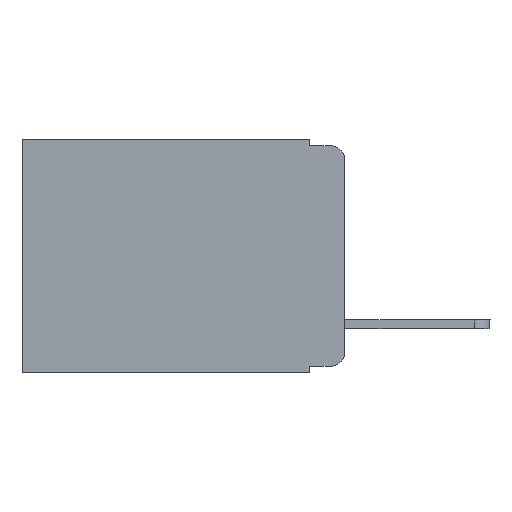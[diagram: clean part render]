
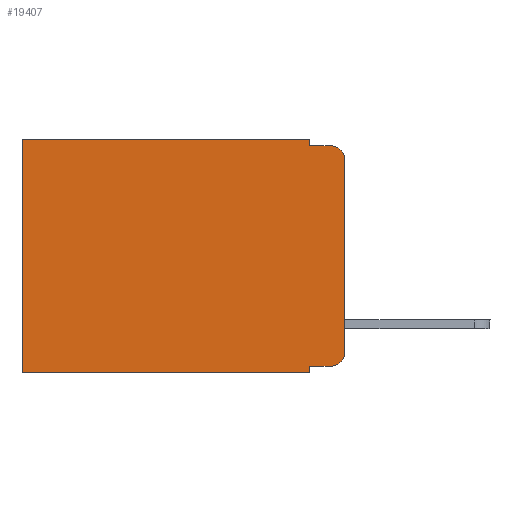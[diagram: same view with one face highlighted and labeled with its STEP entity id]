
A CAD part, left-side view. The second image highlights one B-rep face of the part: STEP entity #19407.
In plain terms, the highlighted planar face has unit normal (-1, 0, 0).
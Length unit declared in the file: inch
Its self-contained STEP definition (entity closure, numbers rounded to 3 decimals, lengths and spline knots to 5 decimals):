
#140 = EDGE_CURVE ( 'NONE', #19138, #9740, #18943, .T. ) ;
#252 = CARTESIAN_POINT ( 'NONE',  ( 0.298, 0., 0. ) ) ;
#390 = VECTOR ( 'NONE', #21221, 39.37008 ) ;
#465 = EDGE_CURVE ( 'NONE', #21728, #11711, #16563, .T. ) ;
#589 = CARTESIAN_POINT ( 'NONE',  ( 0.298, 0., -0.343 ) ) ;
#822 = ORIENTED_EDGE ( 'NONE', *, *, #19453, .T. ) ;
#1282 = VERTEX_POINT ( 'NONE', #16846 ) ;
#1826 = DIRECTION ( 'NONE',  ( 0., 0., -1. ) ) ;
#2540 = EDGE_CURVE ( 'NONE', #5320, #9740, #18823, .T. ) ;
#2622 = EDGE_CURVE ( 'NONE', #19686, #5320, #14603, .T. ) ;
#2929 = ORIENTED_EDGE ( 'NONE', *, *, #140, .T. ) ;
#2934 = DIRECTION ( 'NONE',  ( 0., 0., -1. ) ) ;
#3413 = CARTESIAN_POINT ( 'NONE',  ( 0.298, 0.051, -0.333 ) ) ;
#3532 = DIRECTION ( 'NONE',  ( -1., 0., 0. ) ) ;
#3623 = EDGE_CURVE ( 'NONE', #1282, #11153, #10857, .T. ) ;
#3832 = AXIS2_PLACEMENT_3D ( 'NONE', #17385, #3532, #15288 ) ;
#4177 = CARTESIAN_POINT ( 'NONE',  ( 0.298, 0.02, -0.03 ) ) ;
#4481 = DIRECTION ( 'NONE',  ( 1., 0., 0. ) ) ;
#4711 = AXIS2_PLACEMENT_3D ( 'NONE', #12834, #4481, #2934 ) ;
#5320 = VERTEX_POINT ( 'NONE', #10880 ) ;
#5394 = CARTESIAN_POINT ( 'NONE',  ( 0.298, 0.051, 0. ) ) ;
#5603 = DIRECTION ( 'NONE',  ( 0., 1., 0. ) ) ;
#6310 = CARTESIAN_POINT ( 'NONE',  ( 0.298, 0.051, -0.333 ) ) ;
#6400 = EDGE_CURVE ( 'NONE', #1282, #10613, #8827, .T. ) ;
#6872 = CARTESIAN_POINT ( 'NONE',  ( 0.298, 0.473, 0. ) ) ;
#6945 = VECTOR ( 'NONE', #19599, 39.37008 ) ;
#7155 = DIRECTION ( 'NONE',  ( 0., 0., -1. ) ) ;
#7492 = ORIENTED_EDGE ( 'NONE', *, *, #10077, .T. ) ;
#7606 = CARTESIAN_POINT ( 'NONE',  ( 0.298, 0.051, 0. ) ) ;
#8155 = CIRCLE ( 'NONE', #3832, 0.02 ) ;
#8797 = AXIS2_PLACEMENT_3D ( 'NONE', #4177, #11736, #10111 ) ;
#8827 = LINE ( 'NONE', #12144, #15412 ) ;
#9055 = VECTOR ( 'NONE', #5603, 39.37008 ) ;
#9109 = ORIENTED_EDGE ( 'NONE', *, *, #2540, .F. ) ;
#9253 = EDGE_CURVE ( 'NONE', #16762, #10613, #8155, .T. ) ;
#9336 = FACE_OUTER_BOUND ( 'NONE', #17806, .T. ) ;
#9740 = VERTEX_POINT ( 'NONE', #20876 ) ;
#9957 = CARTESIAN_POINT ( 'NONE',  ( 0.298, 0., -0.313 ) ) ;
#10077 = EDGE_CURVE ( 'NONE', #21728, #19138, #14187, .T. ) ;
#10111 = DIRECTION ( 'NONE',  ( 0., 0., -1. ) ) ;
#10461 = DIRECTION ( 'NONE',  ( 0., 0., -1. ) ) ;
#10613 = VERTEX_POINT ( 'NONE', #9957 ) ;
#10857 = CIRCLE ( 'NONE', #8797, 0.02 ) ;
#10880 = CARTESIAN_POINT ( 'NONE',  ( 0.298, 0.051, -0.343 ) ) ;
#11153 = VERTEX_POINT ( 'NONE', #11442 ) ;
#11249 = ORIENTED_EDGE ( 'NONE', *, *, #9253, .T. ) ;
#11268 = ORIENTED_EDGE ( 'NONE', *, *, #2622, .F. ) ;
#11442 = CARTESIAN_POINT ( 'NONE',  ( 0.298, 0.02, -0.01 ) ) ;
#11711 = VERTEX_POINT ( 'NONE', #13838 ) ;
#11736 = DIRECTION ( 'NONE',  ( -1., 0., 0. ) ) ;
#12062 = VECTOR ( 'NONE', #20357, 39.37008 ) ;
#12144 = CARTESIAN_POINT ( 'NONE',  ( 0.298, 0., 0. ) ) ;
#12834 = CARTESIAN_POINT ( 'NONE',  ( 0.298, 0., 0. ) ) ;
#13045 = EDGE_CURVE ( 'NONE', #11711, #11153, #20350, .T. ) ;
#13144 = VECTOR ( 'NONE', #1826, 39.37008 ) ;
#13512 = LINE ( 'NONE', #6310, #390 ) ;
#13815 = ORIENTED_EDGE ( 'NONE', *, *, #3623, .T. ) ;
#13838 = CARTESIAN_POINT ( 'NONE',  ( 0.298, 0.051, -0.01 ) ) ;
#14187 = LINE ( 'NONE', #252, #14442 ) ;
#14442 = VECTOR ( 'NONE', #15314, 39.37008 ) ;
#14453 = PLANE ( 'NONE',  #4711 ) ;
#14603 = LINE ( 'NONE', #5394, #16708 ) ;
#15135 = CARTESIAN_POINT ( 'NONE',  ( 0.298, 0.051, 0. ) ) ;
#15288 = DIRECTION ( 'NONE',  ( 0., 0., -1. ) ) ;
#15314 = DIRECTION ( 'NONE',  ( 0., 1., 0. ) ) ;
#15412 = VECTOR ( 'NONE', #7155, 39.37008 ) ;
#16563 = LINE ( 'NONE', #7606, #12062 ) ;
#16708 = VECTOR ( 'NONE', #10461, 39.37008 ) ;
#16762 = VERTEX_POINT ( 'NONE', #17327 ) ;
#16846 = CARTESIAN_POINT ( 'NONE',  ( 0.298, 0., -0.03 ) ) ;
#17327 = CARTESIAN_POINT ( 'NONE',  ( 0.298, 0.02, -0.333 ) ) ;
#17385 = CARTESIAN_POINT ( 'NONE',  ( 0.298, 0.02, -0.313 ) ) ;
#17716 = CARTESIAN_POINT ( 'NONE',  ( 0.298, 0.051, -0.01 ) ) ;
#17806 = EDGE_LOOP ( 'NONE', ( #18704, #13815, #18815, #18909, #7492, #2929, #9109, #11268, #822, #11249 ) ) ;
#18704 = ORIENTED_EDGE ( 'NONE', *, *, #6400, .F. ) ;
#18809 = CARTESIAN_POINT ( 'NONE',  ( 0.298, 0.473, 0. ) ) ;
#18815 = ORIENTED_EDGE ( 'NONE', *, *, #13045, .F. ) ;
#18823 = LINE ( 'NONE', #589, #9055 ) ;
#18909 = ORIENTED_EDGE ( 'NONE', *, *, #465, .F. ) ;
#18943 = LINE ( 'NONE', #6872, #13144 ) ;
#19138 = VERTEX_POINT ( 'NONE', #18809 ) ;
#19407 = ADVANCED_FACE ( 'NONE', ( #9336 ), #14453, .F. ) ;
#19453 = EDGE_CURVE ( 'NONE', #19686, #16762, #13512, .T. ) ;
#19599 = DIRECTION ( 'NONE',  ( 0., -1., 0. ) ) ;
#19686 = VERTEX_POINT ( 'NONE', #3413 ) ;
#20350 = LINE ( 'NONE', #17716, #6945 ) ;
#20357 = DIRECTION ( 'NONE',  ( 0., 0., -1. ) ) ;
#20876 = CARTESIAN_POINT ( 'NONE',  ( 0.298, 0.473, -0.343 ) ) ;
#21221 = DIRECTION ( 'NONE',  ( 0., -1., 0. ) ) ;
#21728 = VERTEX_POINT ( 'NONE', #15135 ) ;
